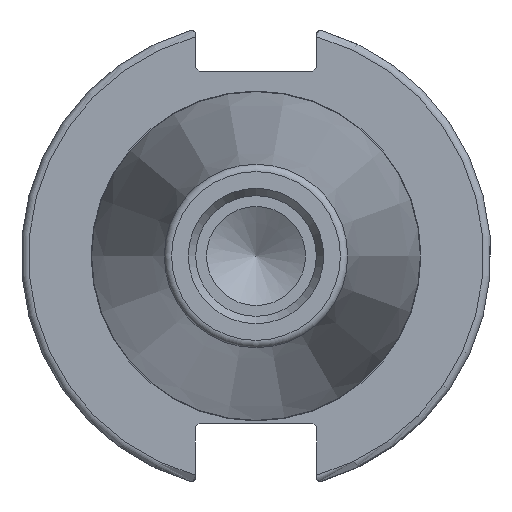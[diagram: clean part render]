
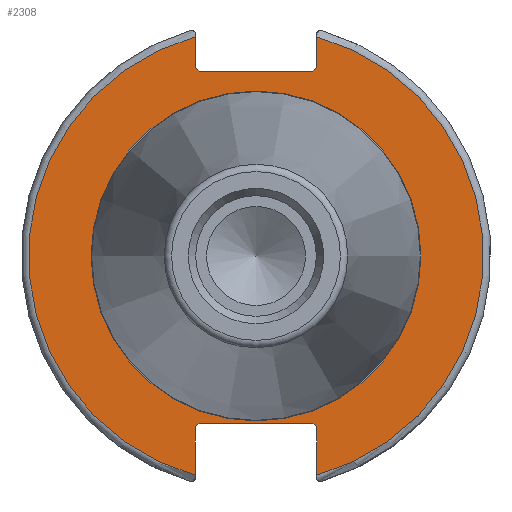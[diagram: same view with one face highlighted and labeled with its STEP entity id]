
A CAD part, left-side view. The second image highlights one B-rep face of the part: STEP entity #2308.
In plain terms, the highlighted planar face has unit normal (-1, 0, 0).
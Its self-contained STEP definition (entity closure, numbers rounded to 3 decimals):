
#559=FACE_BOUND('',#870,.T.);
#589=CIRCLE('',#2636,22.3);
#591=CIRCLE('',#2639,30.75);
#592=CIRCLE('',#2640,30.75);
#752=FACE_OUTER_BOUND('',#869,.T.);
#869=EDGE_LOOP('',(#1758,#1759,#1760,#1761,#1762,#1763,#1764,#1765,#1766,
#1767,#1768,#1769));
#870=EDGE_LOOP('',(#1770));
#994=LINE('',#3796,#1126);
#995=LINE('',#3798,#1127);
#996=LINE('',#3800,#1128);
#997=LINE('',#3802,#1129);
#998=LINE('',#3804,#1130);
#999=LINE('',#3808,#1131);
#1000=LINE('',#3810,#1132);
#1001=LINE('',#3812,#1133);
#1002=LINE('',#3814,#1134);
#1003=LINE('',#3815,#1135);
#1126=VECTOR('',#3011,10.);
#1127=VECTOR('',#3012,10.);
#1128=VECTOR('',#3013,10.);
#1129=VECTOR('',#3014,10.);
#1130=VECTOR('',#3015,10.);
#1131=VECTOR('',#3018,10.);
#1132=VECTOR('',#3019,10.);
#1133=VECTOR('',#3020,10.);
#1134=VECTOR('',#3021,10.);
#1135=VECTOR('',#3022,10.);
#1265=VERTEX_POINT('',#3787);
#1266=VERTEX_POINT('',#3792);
#1267=VERTEX_POINT('',#3793);
#1268=VERTEX_POINT('',#3795);
#1269=VERTEX_POINT('',#3797);
#1270=VERTEX_POINT('',#3799);
#1271=VERTEX_POINT('',#3801);
#1272=VERTEX_POINT('',#3803);
#1273=VERTEX_POINT('',#3805);
#1274=VERTEX_POINT('',#3807);
#1275=VERTEX_POINT('',#3809);
#1276=VERTEX_POINT('',#3811);
#1277=VERTEX_POINT('',#3813);
#1455=EDGE_CURVE('',#1265,#1265,#589,.T.);
#1457=EDGE_CURVE('',#1266,#1267,#591,.T.);
#1458=EDGE_CURVE('',#1266,#1268,#994,.T.);
#1459=EDGE_CURVE('',#1269,#1268,#995,.T.);
#1460=EDGE_CURVE('',#1269,#1270,#996,.T.);
#1461=EDGE_CURVE('',#1271,#1270,#997,.T.);
#1462=EDGE_CURVE('',#1271,#1272,#998,.T.);
#1463=EDGE_CURVE('',#1273,#1272,#592,.T.);
#1464=EDGE_CURVE('',#1273,#1274,#999,.T.);
#1465=EDGE_CURVE('',#1275,#1274,#1000,.T.);
#1466=EDGE_CURVE('',#1275,#1276,#1001,.T.);
#1467=EDGE_CURVE('',#1277,#1276,#1002,.T.);
#1468=EDGE_CURVE('',#1277,#1267,#1003,.T.);
#1758=ORIENTED_EDGE('',*,*,#1457,.F.);
#1759=ORIENTED_EDGE('',*,*,#1458,.T.);
#1760=ORIENTED_EDGE('',*,*,#1459,.F.);
#1761=ORIENTED_EDGE('',*,*,#1460,.T.);
#1762=ORIENTED_EDGE('',*,*,#1461,.F.);
#1763=ORIENTED_EDGE('',*,*,#1462,.T.);
#1764=ORIENTED_EDGE('',*,*,#1463,.F.);
#1765=ORIENTED_EDGE('',*,*,#1464,.T.);
#1766=ORIENTED_EDGE('',*,*,#1465,.F.);
#1767=ORIENTED_EDGE('',*,*,#1466,.T.);
#1768=ORIENTED_EDGE('',*,*,#1467,.F.);
#1769=ORIENTED_EDGE('',*,*,#1468,.T.);
#1770=ORIENTED_EDGE('',*,*,#1455,.F.);
#2238=PLANE('',#2638);
#2308=ADVANCED_FACE('',(#752,#559),#2238,.T.);
#2636=AXIS2_PLACEMENT_3D('',#3789,#3003,#3004);
#2638=AXIS2_PLACEMENT_3D('',#3791,#3007,#3008);
#2639=AXIS2_PLACEMENT_3D('',#3794,#3009,#3010);
#2640=AXIS2_PLACEMENT_3D('',#3806,#3016,#3017);
#3003=DIRECTION('center_axis',(-1.,0.,0.));
#3004=DIRECTION('ref_axis',(0.,-1.,0.));
#3007=DIRECTION('center_axis',(-1.,0.,0.));
#3008=DIRECTION('ref_axis',(0.,0.,1.));
#3009=DIRECTION('center_axis',(1.,0.,0.));
#3010=DIRECTION('ref_axis',(0.,-1.,0.));
#3011=DIRECTION('',(0.,0.,-1.));
#3012=DIRECTION('',(0.,-0.707,0.707));
#3013=DIRECTION('',(0.,1.,0.));
#3014=DIRECTION('',(0.,-0.707,-0.707));
#3015=DIRECTION('',(0.,0.,1.));
#3016=DIRECTION('center_axis',(1.,0.,0.));
#3017=DIRECTION('ref_axis',(0.,1.,0.));
#3018=DIRECTION('',(0.,0.,1.));
#3019=DIRECTION('',(0.,0.707,-0.707));
#3020=DIRECTION('',(0.,-1.,0.));
#3021=DIRECTION('',(0.,0.707,0.707));
#3022=DIRECTION('',(0.,0.,-1.));
#3787=CARTESIAN_POINT('',(3.175,0.,22.3));
#3789=CARTESIAN_POINT('Origin',(3.175,0.,0.));
#3791=CARTESIAN_POINT('Origin',(3.175,31.75,0.));
#3792=CARTESIAN_POINT('',(3.175,-8.19,29.639));
#3793=CARTESIAN_POINT('',(3.175,-8.19,-29.639));
#3794=CARTESIAN_POINT('Origin',(3.175,0.,0.));
#3795=CARTESIAN_POINT('',(3.175,-8.19,25.5));
#3796=CARTESIAN_POINT('',(3.175,-8.19,12.5));
#3797=CARTESIAN_POINT('',(3.175,-7.69,25.));
#3798=CARTESIAN_POINT('',(3.175,8.295,9.015));
#3799=CARTESIAN_POINT('',(3.175,7.69,25.));
#3800=CARTESIAN_POINT('',(3.175,15.875,25.));
#3801=CARTESIAN_POINT('',(3.175,8.19,25.5));
#3802=CARTESIAN_POINT('',(3.175,7.58,24.89));
#3803=CARTESIAN_POINT('',(3.175,8.19,29.639));
#3804=CARTESIAN_POINT('',(3.175,8.19,12.5));
#3805=CARTESIAN_POINT('',(3.175,8.19,-29.639));
#3806=CARTESIAN_POINT('Origin',(3.175,0.,0.));
#3807=CARTESIAN_POINT('',(3.175,8.19,-23.1));
#3808=CARTESIAN_POINT('',(3.175,8.19,-11.3));
#3809=CARTESIAN_POINT('',(3.175,7.69,-22.6));
#3810=CARTESIAN_POINT('',(3.175,8.18,-23.09));
#3811=CARTESIAN_POINT('',(3.175,-7.69,-22.6));
#3812=CARTESIAN_POINT('',(3.175,15.875,-22.6));
#3813=CARTESIAN_POINT('',(3.175,-8.19,-23.1));
#3814=CARTESIAN_POINT('',(3.175,7.695,-7.215));
#3815=CARTESIAN_POINT('',(3.175,-8.19,-11.3));
